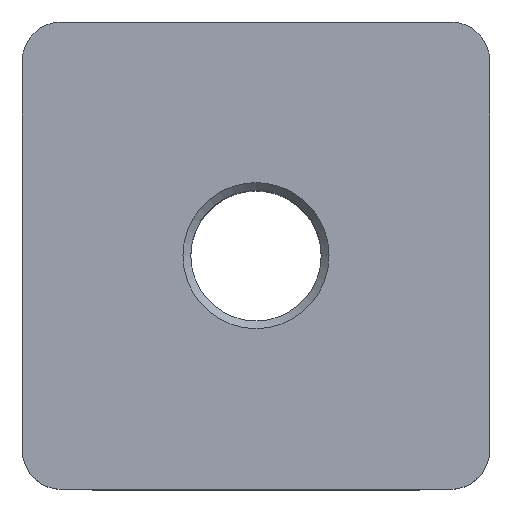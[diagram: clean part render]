
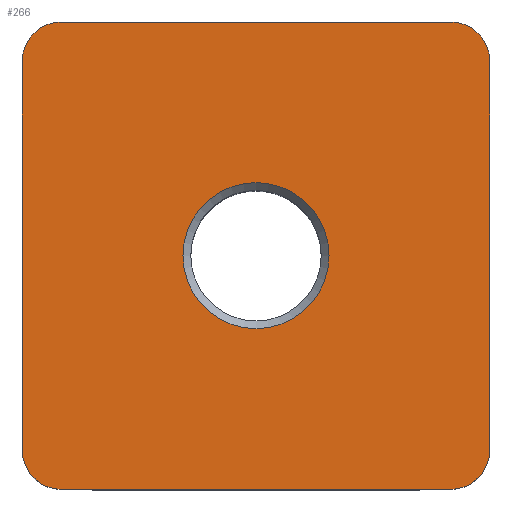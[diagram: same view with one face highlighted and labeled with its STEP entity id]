
A CAD part, top view. The second image highlights one B-rep face of the part: STEP entity #266.
In plain terms, the highlighted planar face has unit normal (0, 0, 1).
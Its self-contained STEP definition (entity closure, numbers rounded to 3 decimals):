
#266 = ADVANCED_FACE( '', ( #540, #541 ), #542, .T. );
#540 = FACE_BOUND( '', #807, .T. );
#541 = FACE_OUTER_BOUND( '', #808, .T. );
#542 = PLANE( '', #809 );
#807 = EDGE_LOOP( '', ( #1522 ) );
#808 = EDGE_LOOP( '', ( #1523, #1524, #1525, #1526, #1527, #1528, #1529, #1530 ) );
#809 = AXIS2_PLACEMENT_3D( '', #1531, #1532, #1533 );
#1522 = ORIENTED_EDGE( '', *, *, #1732, .T. );
#1523 = ORIENTED_EDGE( '', *, *, #1776, .T. );
#1524 = ORIENTED_EDGE( '', *, *, #1693, .T. );
#1525 = ORIENTED_EDGE( '', *, *, #1580, .T. );
#1526 = ORIENTED_EDGE( '', *, *, #1816, .T. );
#1527 = ORIENTED_EDGE( '', *, *, #1805, .T. );
#1528 = ORIENTED_EDGE( '', *, *, #1818, .T. );
#1529 = ORIENTED_EDGE( '', *, *, #1800, .T. );
#1530 = ORIENTED_EDGE( '', *, *, #1810, .T. );
#1531 = CARTESIAN_POINT( '', ( 0., 0., 26. ) );
#1532 = DIRECTION( '', ( 0., 0., 1. ) );
#1533 = DIRECTION( '', ( 1., 0., 0. ) );
#1580 = EDGE_CURVE( '', #1892, #1893, #1894, .T. );
#1693 = EDGE_CURVE( '', #2069, #1892, #2070, .T. );
#1732 = EDGE_CURVE( '', #2122, #2122, #2123, .F. );
#1776 = EDGE_CURVE( '', #2183, #2069, #2184, .T. );
#1800 = EDGE_CURVE( '', #2211, #2209, #2212, .T. );
#1805 = EDGE_CURVE( '', #2218, #2216, #2219, .T. );
#1810 = EDGE_CURVE( '', #2209, #2183, #2224, .T. );
#1816 = EDGE_CURVE( '', #1893, #2218, #2230, .T. );
#1818 = EDGE_CURVE( '', #2216, #2211, #2232, .T. );
#1892 = VERTEX_POINT( '', #2333 );
#1893 = VERTEX_POINT( '', #2334 );
#1894 = LINE( '', #2335, #2336 );
#2069 = VERTEX_POINT( '', #2595 );
#2070 = CIRCLE( '', #2596, 2.5 );
#2122 = VERTEX_POINT( '', #2672 );
#2123 = CIRCLE( '', #2673, 4.688 );
#2183 = VERTEX_POINT( '', #2760 );
#2184 = LINE( '', #2761, #2762 );
#2209 = VERTEX_POINT( '', #2796 );
#2211 = VERTEX_POINT( '', #2799 );
#2212 = LINE( '', #2800, #2801 );
#2216 = VERTEX_POINT( '', #2806 );
#2218 = VERTEX_POINT( '', #2809 );
#2219 = LINE( '', #2810, #2811 );
#2224 = CIRCLE( '', #2817, 2.5 );
#2230 = CIRCLE( '', #2824, 2.5 );
#2232 = CIRCLE( '', #2826, 2.5 );
#2333 = CARTESIAN_POINT( '', ( -12.5, -15., 26. ) );
#2334 = CARTESIAN_POINT( '', ( 12.5, -15., 26. ) );
#2335 = CARTESIAN_POINT( '', ( -15., -15., 26. ) );
#2336 = VECTOR( '', #2874, 1000. );
#2595 = CARTESIAN_POINT( '', ( -15., -12.5, 26. ) );
#2596 = AXIS2_PLACEMENT_3D( '', #2968, #2969, #2970 );
#2672 = CARTESIAN_POINT( '', ( 4.688, 0., 26. ) );
#2673 = AXIS2_PLACEMENT_3D( '', #3001, #3002, #3003 );
#2760 = CARTESIAN_POINT( '', ( -15., 12.5, 26. ) );
#2761 = CARTESIAN_POINT( '', ( -15., 15., 26. ) );
#2762 = VECTOR( '', #3046, 1000. );
#2796 = CARTESIAN_POINT( '', ( -12.5, 15., 26. ) );
#2799 = CARTESIAN_POINT( '', ( 12.5, 15., 26. ) );
#2800 = CARTESIAN_POINT( '', ( 15., 15., 26. ) );
#2801 = VECTOR( '', #3057, 1000. );
#2806 = CARTESIAN_POINT( '', ( 15., 12.5, 26. ) );
#2809 = CARTESIAN_POINT( '', ( 15., -12.5, 26. ) );
#2810 = CARTESIAN_POINT( '', ( 15., -15., 26. ) );
#2811 = VECTOR( '', #3060, 1000. );
#2817 = AXIS2_PLACEMENT_3D( '', #3062, #3063, #3064 );
#2824 = AXIS2_PLACEMENT_3D( '', #3066, #3067, #3068 );
#2826 = AXIS2_PLACEMENT_3D( '', #3069, #3070, #3071 );
#2874 = DIRECTION( '', ( 1., 0., 0. ) );
#2968 = CARTESIAN_POINT( '', ( -12.5, -12.5, 26. ) );
#2969 = DIRECTION( '', ( 0., 0., 1. ) );
#2970 = DIRECTION( '', ( 1., 0., 0. ) );
#3001 = CARTESIAN_POINT( '', ( 0., 0., 26. ) );
#3002 = DIRECTION( '', ( 0., 0., 1. ) );
#3003 = DIRECTION( '', ( 1., 0., 0. ) );
#3046 = DIRECTION( '', ( 0., -1., 0. ) );
#3057 = DIRECTION( '', ( -1., 0., 0. ) );
#3060 = DIRECTION( '', ( 0., 1., 0. ) );
#3062 = CARTESIAN_POINT( '', ( -12.5, 12.5, 26. ) );
#3063 = DIRECTION( '', ( 0., 0., 1. ) );
#3064 = DIRECTION( '', ( 1., 0., 0. ) );
#3066 = CARTESIAN_POINT( '', ( 12.5, -12.5, 26. ) );
#3067 = DIRECTION( '', ( 0., 0., 1. ) );
#3068 = DIRECTION( '', ( 1., 0., 0. ) );
#3069 = CARTESIAN_POINT( '', ( 12.5, 12.5, 26. ) );
#3070 = DIRECTION( '', ( 0., 0., 1. ) );
#3071 = DIRECTION( '', ( 1., 0., 0. ) );
